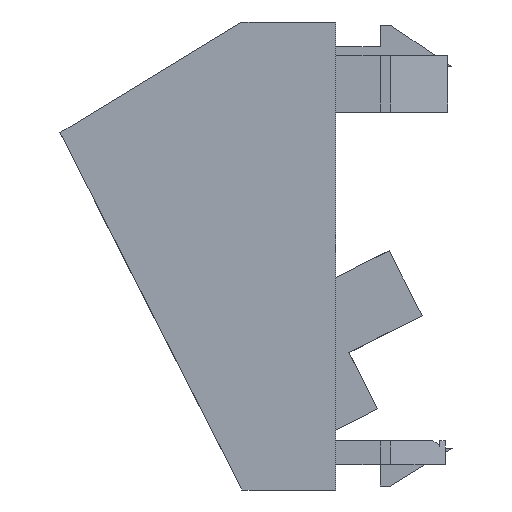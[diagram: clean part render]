
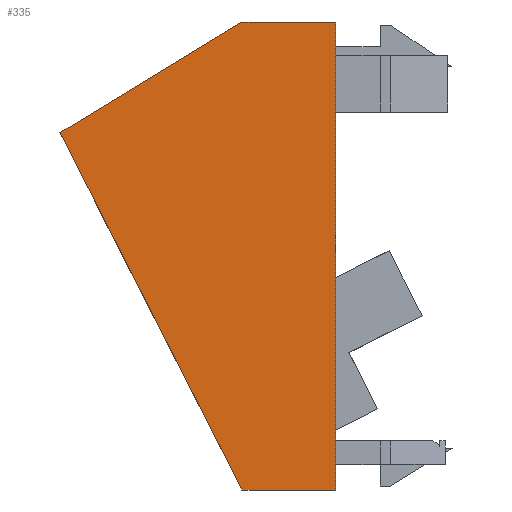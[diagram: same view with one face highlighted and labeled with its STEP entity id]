
A CAD part, left-side view. The second image highlights one B-rep face of the part: STEP entity #335.
In plain terms, the highlighted planar face has unit normal (-1, 0, 0).
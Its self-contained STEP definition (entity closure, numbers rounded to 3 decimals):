
#2 = CARTESIAN_POINT ( 'NONE',  ( -22.5, 0., 22.5 ) ) ;
#38 = LINE ( 'NONE', #8862, #2708 ) ;
#335 = ADVANCED_FACE ( 'NONE', ( #562 ), #1835, .F. ) ;
#562 = FACE_OUTER_BOUND ( 'NONE', #8065, .T. ) ;
#606 = DIRECTION ( 'NONE',  ( 0., -0.854, 0.52 ) ) ;
#611 = EDGE_CURVE ( 'NONE', #8298, #2403, #3736, .T. ) ;
#722 = VECTOR ( 'NONE', #4446, 1000. ) ;
#1074 = DIRECTION ( 'NONE',  ( 1., 0., 0. ) ) ;
#1468 = EDGE_CURVE ( 'NONE', #2403, #3628, #1616, .T. ) ;
#1616 = LINE ( 'NONE', #4074, #9620 ) ;
#1738 = VECTOR ( 'NONE', #5047, 1000. ) ;
#1835 = PLANE ( 'NONE',  #9140 ) ;
#1928 = LINE ( 'NONE', #2, #7421 ) ;
#2038 = CARTESIAN_POINT ( 'NONE',  ( -22.5, 26.5, 11.846 ) ) ;
#2182 = CARTESIAN_POINT ( 'NONE',  ( -22.5, 0., -22.5 ) ) ;
#2403 = VERTEX_POINT ( 'NONE', #2038 ) ;
#2457 = CARTESIAN_POINT ( 'NONE',  ( -22.5, 0., 22.5 ) ) ;
#2485 = ORIENTED_EDGE ( 'NONE', *, *, #6864, .F. ) ;
#2708 = VECTOR ( 'NONE', #9626, 1000. ) ;
#3331 = CARTESIAN_POINT ( 'NONE',  ( -22.5, 0., -22.5 ) ) ;
#3628 = VERTEX_POINT ( 'NONE', #8059 ) ;
#3736 = LINE ( 'NONE', #9578, #1738 ) ;
#4066 = CARTESIAN_POINT ( 'NONE',  ( -22.5, 9., -22.5 ) ) ;
#4074 = CARTESIAN_POINT ( 'NONE',  ( -22.5, 9., 22.5 ) ) ;
#4446 = DIRECTION ( 'NONE',  ( 0., 1., 0. ) ) ;
#4465 = ORIENTED_EDGE ( 'NONE', *, *, #5167, .F. ) ;
#5047 = DIRECTION ( 'NONE',  ( 0., 0.454, 0.891 ) ) ;
#5054 = ORIENTED_EDGE ( 'NONE', *, *, #1468, .F. ) ;
#5167 = EDGE_CURVE ( 'NONE', #8455, #8298, #6690, .T. ) ;
#5252 = EDGE_CURVE ( 'NONE', #8934, #8455, #38, .T. ) ;
#5559 = DIRECTION ( 'NONE',  ( 0., 0., -1. ) ) ;
#5970 = DIRECTION ( 'NONE',  ( 0., -1., 0. ) ) ;
#6250 = ORIENTED_EDGE ( 'NONE', *, *, #5252, .F. ) ;
#6690 = LINE ( 'NONE', #2182, #722 ) ;
#6864 = EDGE_CURVE ( 'NONE', #3628, #8934, #1928, .T. ) ;
#7421 = VECTOR ( 'NONE', #5970, 1000. ) ;
#7712 = ORIENTED_EDGE ( 'NONE', *, *, #611, .F. ) ;
#8059 = CARTESIAN_POINT ( 'NONE',  ( -22.5, 9., 22.5 ) ) ;
#8065 = EDGE_LOOP ( 'NONE', ( #6250, #2485, #5054, #7712, #4465 ) ) ;
#8298 = VERTEX_POINT ( 'NONE', #4066 ) ;
#8455 = VERTEX_POINT ( 'NONE', #8666 ) ;
#8666 = CARTESIAN_POINT ( 'NONE',  ( -22.5, 0., -22.5 ) ) ;
#8862 = CARTESIAN_POINT ( 'NONE',  ( -22.5, 0., 22.5 ) ) ;
#8934 = VERTEX_POINT ( 'NONE', #2457 ) ;
#9140 = AXIS2_PLACEMENT_3D ( 'NONE', #3331, #1074, #5559 ) ;
#9578 = CARTESIAN_POINT ( 'NONE',  ( -22.5, 26.5, 11.846 ) ) ;
#9620 = VECTOR ( 'NONE', #606, 1000. ) ;
#9626 = DIRECTION ( 'NONE',  ( 0., 0., -1. ) ) ;
